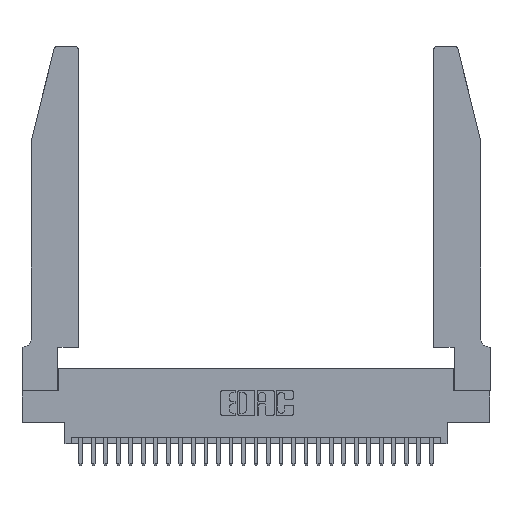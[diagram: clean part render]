
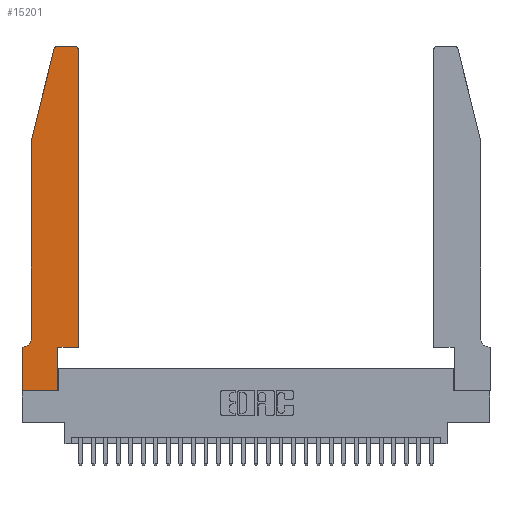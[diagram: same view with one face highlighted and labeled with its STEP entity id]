
A CAD part, top view. The second image highlights one B-rep face of the part: STEP entity #15201.
In plain terms, the highlighted planar face has unit normal (0, 0, 1).
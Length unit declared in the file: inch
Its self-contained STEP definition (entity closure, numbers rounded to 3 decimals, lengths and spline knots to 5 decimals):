
#261 = DIRECTION ( 'NONE',  ( -1., 0., 0. ) ) ;
#837 = LINE ( 'NONE', #12352, #1561 ) ;
#1314 = CARTESIAN_POINT ( 'NONE',  ( 0., 0., 0.37 ) ) ;
#1561 = VECTOR ( 'NONE', #5498, 39.37008 ) ;
#1582 = ORIENTED_EDGE ( 'NONE', *, *, #24621, .T. ) ;
#2252 = EDGE_CURVE ( 'NONE', #4058, #25165, #10807, .T. ) ;
#2306 = AXIS2_PLACEMENT_3D ( 'NONE', #12046, #27956, #14328 ) ;
#2337 = VECTOR ( 'NONE', #27310, 39.37008 ) ;
#3308 = ORIENTED_EDGE ( 'NONE', *, *, #2252, .T. ) ;
#4058 = VERTEX_POINT ( 'NONE', #12848 ) ;
#4651 = DIRECTION ( 'NONE',  ( 0., 1., 0. ) ) ;
#4805 = CARTESIAN_POINT ( 'NONE',  ( 0.0055, 0.35, 0.37 ) ) ;
#4942 = EDGE_CURVE ( 'NONE', #22895, #13893, #28129, .T. ) ;
#5167 = PLANE ( 'NONE',  #2306 ) ;
#5168 = LINE ( 'NONE', #17067, #22613 ) ;
#5287 = CARTESIAN_POINT ( 'NONE',  ( 0.284, 2.72, 0.37 ) ) ;
#5498 = DIRECTION ( 'NONE',  ( 1., 0., 0. ) ) ;
#5667 = CARTESIAN_POINT ( 'NONE',  ( 0.0755, 0.42, 0.37 ) ) ;
#5785 = CARTESIAN_POINT ( 'NONE',  ( 0.0755, 2., 0.37 ) ) ;
#6238 = VERTEX_POINT ( 'NONE', #9084 ) ;
#6284 = CARTESIAN_POINT ( 'NONE',  ( 0.4505, 0.35, 0.37 ) ) ;
#6593 = AXIS2_PLACEMENT_3D ( 'NONE', #7362, #23255, #9651 ) ;
#6827 = CARTESIAN_POINT ( 'NONE',  ( 0.0055, 0.42, 0.37 ) ) ;
#6906 = VECTOR ( 'NONE', #8583, 39.37008 ) ;
#7212 = CIRCLE ( 'NONE', #6593, 0.03 ) ;
#7362 = CARTESIAN_POINT ( 'NONE',  ( 0.4205, 2.72, 0.37 ) ) ;
#7558 = VECTOR ( 'NONE', #21746, 39.37008 ) ;
#7596 = DIRECTION ( 'NONE',  ( 1., 0., 0. ) ) ;
#7637 = LINE ( 'NONE', #19509, #24358 ) ;
#7695 = EDGE_CURVE ( 'NONE', #13893, #4058, #7637, .T. ) ;
#8446 = LINE ( 'NONE', #22719, #2337 ) ;
#8583 = DIRECTION ( 'NONE',  ( 0., 1., 0. ) ) ;
#8705 = VERTEX_POINT ( 'NONE', #16247 ) ;
#9084 = CARTESIAN_POINT ( 'NONE',  ( 0.4205, 2.75, 0.37 ) ) ;
#9126 = DIRECTION ( 'NONE',  ( -1., 0., 0. ) ) ;
#9651 = DIRECTION ( 'NONE',  ( 1., 0., 0. ) ) ;
#9994 = VECTOR ( 'NONE', #4651, 39.37008 ) ;
#10084 = VERTEX_POINT ( 'NONE', #5667 ) ;
#10159 = VERTEX_POINT ( 'NONE', #1314 ) ;
#10414 = ORIENTED_EDGE ( 'NONE', *, *, #11717, .T. ) ;
#10804 = VERTEX_POINT ( 'NONE', #5785 ) ;
#10807 = LINE ( 'NONE', #6284, #6906 ) ;
#10811 = DIRECTION ( 'NONE',  ( 0., -1., 0. ) ) ;
#10974 = VECTOR ( 'NONE', #261, 39.37008 ) ;
#11128 = ORIENTED_EDGE ( 'NONE', *, *, #23435, .T. ) ;
#11717 = EDGE_CURVE ( 'NONE', #14395, #15882, #29103, .T. ) ;
#12046 = CARTESIAN_POINT ( 'NONE',  ( 0., 0.35, 0.37 ) ) ;
#12352 = CARTESIAN_POINT ( 'NONE',  ( 0., 0., 0.37 ) ) ;
#12407 = CARTESIAN_POINT ( 'NONE',  ( 0.2865, 0.35, 0.37 ) ) ;
#12412 = ORIENTED_EDGE ( 'NONE', *, *, #13359, .T. ) ;
#12678 = ORIENTED_EDGE ( 'NONE', *, *, #14116, .T. ) ;
#12848 = CARTESIAN_POINT ( 'NONE',  ( 0.4505, 0.35, 0.37 ) ) ;
#13185 = EDGE_CURVE ( 'NONE', #15882, #10159, #5168, .T. ) ;
#13359 = EDGE_CURVE ( 'NONE', #10159, #22895, #837, .T. ) ;
#13893 = VERTEX_POINT ( 'NONE', #12407 ) ;
#14116 = EDGE_CURVE ( 'NONE', #10804, #10084, #21197, .T. ) ;
#14328 = DIRECTION ( 'NONE',  ( 1., 0., 0. ) ) ;
#14395 = VERTEX_POINT ( 'NONE', #4805 ) ;
#15201 = ADVANCED_FACE ( 'NONE', ( #28226 ), #5167, .T. ) ;
#15882 = VERTEX_POINT ( 'NONE', #18766 ) ;
#16011 = EDGE_CURVE ( 'NONE', #8705, #10804, #21086, .T. ) ;
#16247 = CARTESIAN_POINT ( 'NONE',  ( 0.25487, 2.72718, 0.37 ) ) ;
#16511 = EDGE_CURVE ( 'NONE', #25165, #6238, #7212, .T. ) ;
#17067 = CARTESIAN_POINT ( 'NONE',  ( 0., 0., 0.37 ) ) ;
#17213 = DIRECTION ( 'NONE',  ( 1., 0., 0. ) ) ;
#17694 = ORIENTED_EDGE ( 'NONE', *, *, #19780, .T. ) ;
#18766 = CARTESIAN_POINT ( 'NONE',  ( 0., 0.35, 0.37 ) ) ;
#19266 = ORIENTED_EDGE ( 'NONE', *, *, #13185, .T. ) ;
#19365 = DIRECTION ( 'NONE',  ( 0., -1., 0. ) ) ;
#19456 = CARTESIAN_POINT ( 'NONE',  ( 0.0755, 2., 0.37 ) ) ;
#19509 = CARTESIAN_POINT ( 'NONE',  ( 0.4505, 0.35, 0.37 ) ) ;
#19776 = ORIENTED_EDGE ( 'NONE', *, *, #7695, .T. ) ;
#19780 = EDGE_CURVE ( 'NONE', #6238, #21212, #8446, .T. ) ;
#20020 = ORIENTED_EDGE ( 'NONE', *, *, #16511, .T. ) ;
#21086 = LINE ( 'NONE', #19456, #7558 ) ;
#21197 = LINE ( 'NONE', #24437, #27239 ) ;
#21212 = VERTEX_POINT ( 'NONE', #22954 ) ;
#21222 = DIRECTION ( 'NONE',  ( 0., 0., 1. ) ) ;
#21672 = EDGE_LOOP ( 'NONE', ( #17694, #11128, #24077, #12678, #1582, #10414, #19266, #12412, #23451, #19776, #3308, #20020 ) ) ;
#21746 = DIRECTION ( 'NONE',  ( -0.239, -0.971, 0. ) ) ;
#22613 = VECTOR ( 'NONE', #19365, 39.37008 ) ;
#22695 = AXIS2_PLACEMENT_3D ( 'NONE', #5287, #21222, #7596 ) ;
#22719 = CARTESIAN_POINT ( 'NONE',  ( 0.2605, 2.75, 0.37 ) ) ;
#22720 = DIRECTION ( 'NONE',  ( 0., 0., -1. ) ) ;
#22796 = CIRCLE ( 'NONE', #22695, 0.03 ) ;
#22895 = VERTEX_POINT ( 'NONE', #23316 ) ;
#22954 = CARTESIAN_POINT ( 'NONE',  ( 0.284, 2.75, 0.37 ) ) ;
#23255 = DIRECTION ( 'NONE',  ( 0., 0., 1. ) ) ;
#23316 = CARTESIAN_POINT ( 'NONE',  ( 0.2865, 0., 0.37 ) ) ;
#23435 = EDGE_CURVE ( 'NONE', #21212, #8705, #22796, .T. ) ;
#23451 = ORIENTED_EDGE ( 'NONE', *, *, #4942, .T. ) ;
#24077 = ORIENTED_EDGE ( 'NONE', *, *, #16011, .T. ) ;
#24358 = VECTOR ( 'NONE', #17213, 39.37008 ) ;
#24437 = CARTESIAN_POINT ( 'NONE',  ( 0.0755, 2., 0.37 ) ) ;
#24621 = EDGE_CURVE ( 'NONE', #10084, #14395, #25632, .T. ) ;
#25165 = VERTEX_POINT ( 'NONE', #27092 ) ;
#25585 = AXIS2_PLACEMENT_3D ( 'NONE', #6827, #22720, #9126 ) ;
#25632 = CIRCLE ( 'NONE', #25585, 0.07 ) ;
#27092 = CARTESIAN_POINT ( 'NONE',  ( 0.4505, 2.72, 0.37 ) ) ;
#27239 = VECTOR ( 'NONE', #10811, 39.37008 ) ;
#27310 = DIRECTION ( 'NONE',  ( -1., 0., 0. ) ) ;
#27338 = CARTESIAN_POINT ( 'NONE',  ( 0.2865, 0.35, 0.37 ) ) ;
#27619 = CARTESIAN_POINT ( 'NONE',  ( 0.0755, 0.35, 0.37 ) ) ;
#27956 = DIRECTION ( 'NONE',  ( 0., 0., 1. ) ) ;
#28129 = LINE ( 'NONE', #27338, #9994 ) ;
#28226 = FACE_OUTER_BOUND ( 'NONE', #21672, .T. ) ;
#29103 = LINE ( 'NONE', #27619, #10974 ) ;
